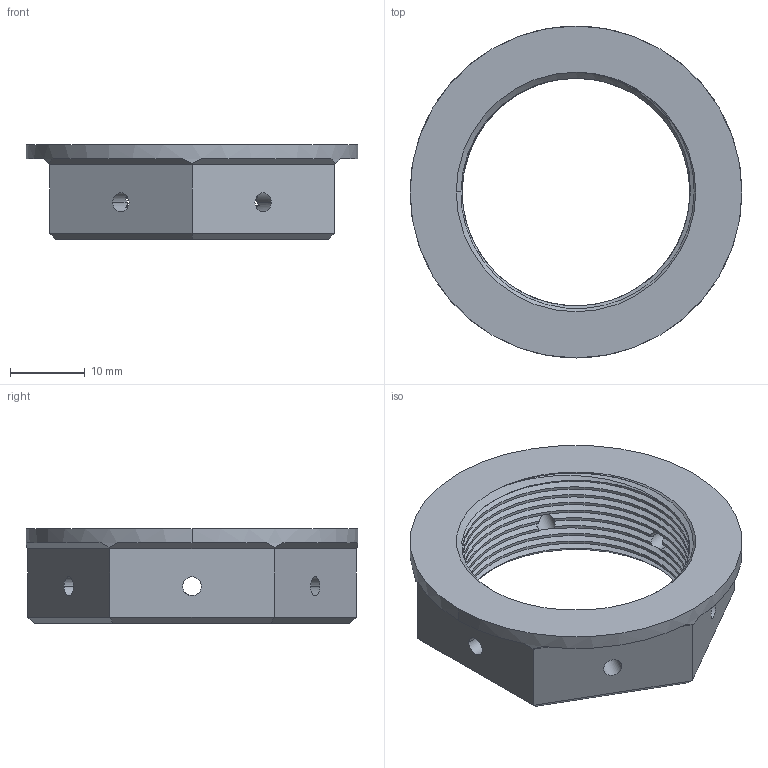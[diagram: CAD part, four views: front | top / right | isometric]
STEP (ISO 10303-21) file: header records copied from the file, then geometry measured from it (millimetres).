
FILE_DESCRIPTION (( 'STEP AP203' ), '1' );
FILE_NAME ('5117 Hub Nut.STEP', '2013-12-17T23:27:04', ( 'Dan''s Work CPU' ), ( '' ), 'SwSTEP 2.0', 'SolidWorks 2012', '' );
FILE_SCHEMA (( 'CONFIG_CONTROL_DESIGN' ));
Length unit declared in the file: inch
Products named in the file (1): 5117 Hub Nut
Bounding box: 44.45 x 44.45 x 12.7 mm (x, y, z)
Volume: 6782.3 mm3; surface area: 5248.5 mm2
Topology: 1 solids, 1 shells, 94 faces, 280 edges, 182 vertices
Faces by surface type: cylinder 40, plane 26, bspline 22, cone 6
Entity records: 11288 total; most frequent: CARTESIAN_POINT 9150, ORIENTED_EDGE 560, DIRECTION 282, EDGE_CURVE 280, VERTEX_POINT 182, AXIS2_PLACEMENT_3D 103, EDGE_LOOP 102, B_SPLINE_CURVE_WITH_KNOTS 96
